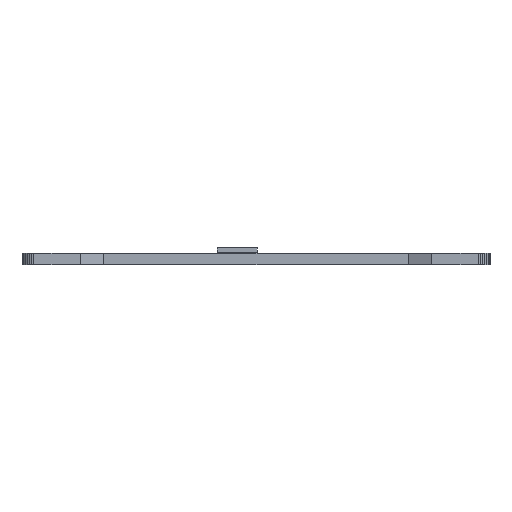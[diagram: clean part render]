
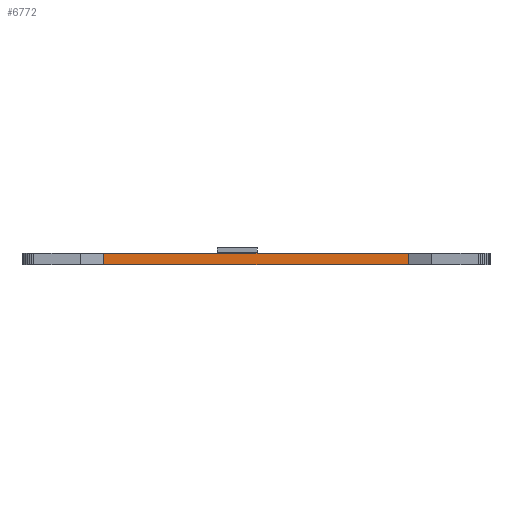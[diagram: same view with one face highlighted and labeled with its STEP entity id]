
A CAD part, left-side view. The second image highlights one B-rep face of the part: STEP entity #6772.
In plain terms, the highlighted planar face has unit normal (-1, 0, 0).
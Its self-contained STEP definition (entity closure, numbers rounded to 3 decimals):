
#1449 = PLANE('',#1450);
#1450 = AXIS2_PLACEMENT_3D('',#1451,#1452,#1453);
#1451 = CARTESIAN_POINT('',(20.,20.,1.));
#1452 = DIRECTION('',(-0.,-0.,-1.));
#1453 = DIRECTION('',(-1.,0.,0.));
#1503 = PLANE('',#1504);
#1504 = AXIS2_PLACEMENT_3D('',#1505,#1506,#1507);
#1505 = CARTESIAN_POINT('',(20.,20.,0.));
#1506 = DIRECTION('',(-0.,-0.,-1.));
#1507 = DIRECTION('',(-1.,0.,0.));
#2676 = VERTEX_POINT('',#2677);
#2677 = CARTESIAN_POINT('',(1.,7.,0.));
#2691 = PLANE('',#2692);
#2692 = AXIS2_PLACEMENT_3D('',#2693,#2694,#2695);
#2693 = CARTESIAN_POINT('',(0.,5.,0.));
#2694 = DIRECTION('',(-0.894,0.447,0.));
#2695 = DIRECTION('',(0.447,0.894,0.));
#2703 = EDGE_CURVE('',#2676,#2704,#2706,.T.);
#2704 = VERTEX_POINT('',#2705);
#2705 = CARTESIAN_POINT('',(1.,33.,0.));
#2706 = SURFACE_CURVE('',#2707,(#2711,#2718),.PCURVE_S1.);
#2707 = LINE('',#2708,#2709);
#2708 = CARTESIAN_POINT('',(1.,7.,0.));
#2709 = VECTOR('',#2710,1.);
#2710 = DIRECTION('',(0.,1.,0.));
#2711 = PCURVE('',#1503,#2712);
#2712 = DEFINITIONAL_REPRESENTATION('',(#2713),#2717);
#2713 = LINE('',#2714,#2715);
#2714 = CARTESIAN_POINT('',(19.,-13.));
#2715 = VECTOR('',#2716,1.);
#2716 = DIRECTION('',(0.,1.));
#2717 = ( GEOMETRIC_REPRESENTATION_CONTEXT(2) 
PARAMETRIC_REPRESENTATION_CONTEXT() REPRESENTATION_CONTEXT('2D SPACE',''
  ) );
#2718 = PCURVE('',#2719,#2724);
#2719 = PLANE('',#2720);
#2720 = AXIS2_PLACEMENT_3D('',#2721,#2722,#2723);
#2721 = CARTESIAN_POINT('',(1.,7.,0.));
#2722 = DIRECTION('',(-1.,0.,0.));
#2723 = DIRECTION('',(0.,1.,0.));
#2724 = DEFINITIONAL_REPRESENTATION('',(#2725),#2729);
#2725 = LINE('',#2726,#2727);
#2726 = CARTESIAN_POINT('',(0.,0.));
#2727 = VECTOR('',#2728,1.);
#2728 = DIRECTION('',(1.,0.));
#2729 = ( GEOMETRIC_REPRESENTATION_CONTEXT(2) 
PARAMETRIC_REPRESENTATION_CONTEXT() REPRESENTATION_CONTEXT('2D SPACE',''
  ) );
#2747 = PLANE('',#2748);
#2748 = AXIS2_PLACEMENT_3D('',#2749,#2750,#2751);
#2749 = CARTESIAN_POINT('',(1.,33.,0.));
#2750 = DIRECTION('',(-0.894,-0.447,0.));
#2751 = DIRECTION('',(-0.447,0.894,0.));
#4952 = VERTEX_POINT('',#4953);
#4953 = CARTESIAN_POINT('',(1.,7.,1.));
#4974 = EDGE_CURVE('',#4952,#4975,#4977,.T.);
#4975 = VERTEX_POINT('',#4976);
#4976 = CARTESIAN_POINT('',(1.,33.,1.));
#4977 = SURFACE_CURVE('',#4978,(#4982,#4989),.PCURVE_S1.);
#4978 = LINE('',#4979,#4980);
#4979 = CARTESIAN_POINT('',(1.,7.,1.));
#4980 = VECTOR('',#4981,1.);
#4981 = DIRECTION('',(0.,1.,0.));
#4982 = PCURVE('',#1449,#4983);
#4983 = DEFINITIONAL_REPRESENTATION('',(#4984),#4988);
#4984 = LINE('',#4985,#4986);
#4985 = CARTESIAN_POINT('',(19.,-13.));
#4986 = VECTOR('',#4987,1.);
#4987 = DIRECTION('',(0.,1.));
#4988 = ( GEOMETRIC_REPRESENTATION_CONTEXT(2) 
PARAMETRIC_REPRESENTATION_CONTEXT() REPRESENTATION_CONTEXT('2D SPACE',''
  ) );
#4989 = PCURVE('',#2719,#4990);
#4990 = DEFINITIONAL_REPRESENTATION('',(#4991),#4995);
#4991 = LINE('',#4992,#4993);
#4992 = CARTESIAN_POINT('',(0.,-1.));
#4993 = VECTOR('',#4994,1.);
#4994 = DIRECTION('',(1.,0.));
#4995 = ( GEOMETRIC_REPRESENTATION_CONTEXT(2) 
PARAMETRIC_REPRESENTATION_CONTEXT() REPRESENTATION_CONTEXT('2D SPACE',''
  ) );
#6722 = EDGE_CURVE('',#2704,#4975,#6723,.T.);
#6723 = SURFACE_CURVE('',#6724,(#6728,#6735),.PCURVE_S1.);
#6724 = LINE('',#6725,#6726);
#6725 = CARTESIAN_POINT('',(1.,33.,0.));
#6726 = VECTOR('',#6727,1.);
#6727 = DIRECTION('',(0.,0.,1.));
#6728 = PCURVE('',#2747,#6729);
#6729 = DEFINITIONAL_REPRESENTATION('',(#6730),#6734);
#6730 = LINE('',#6731,#6732);
#6731 = CARTESIAN_POINT('',(0.,0.));
#6732 = VECTOR('',#6733,1.);
#6733 = DIRECTION('',(0.,-1.));
#6734 = ( GEOMETRIC_REPRESENTATION_CONTEXT(2) 
PARAMETRIC_REPRESENTATION_CONTEXT() REPRESENTATION_CONTEXT('2D SPACE',''
  ) );
#6735 = PCURVE('',#2719,#6736);
#6736 = DEFINITIONAL_REPRESENTATION('',(#6737),#6741);
#6737 = LINE('',#6738,#6739);
#6738 = CARTESIAN_POINT('',(26.,0.));
#6739 = VECTOR('',#6740,1.);
#6740 = DIRECTION('',(0.,-1.));
#6741 = ( GEOMETRIC_REPRESENTATION_CONTEXT(2) 
PARAMETRIC_REPRESENTATION_CONTEXT() REPRESENTATION_CONTEXT('2D SPACE',''
  ) );
#6772 = ADVANCED_FACE('',(#6773),#2719,.T.);
#6773 = FACE_BOUND('',#6774,.T.);
#6774 = EDGE_LOOP('',(#6775,#6796,#6797,#6798));
#6775 = ORIENTED_EDGE('',*,*,#6776,.T.);
#6776 = EDGE_CURVE('',#2676,#4952,#6777,.T.);
#6777 = SURFACE_CURVE('',#6778,(#6782,#6789),.PCURVE_S1.);
#6778 = LINE('',#6779,#6780);
#6779 = CARTESIAN_POINT('',(1.,7.,0.));
#6780 = VECTOR('',#6781,1.);
#6781 = DIRECTION('',(0.,0.,1.));
#6782 = PCURVE('',#2719,#6783);
#6783 = DEFINITIONAL_REPRESENTATION('',(#6784),#6788);
#6784 = LINE('',#6785,#6786);
#6785 = CARTESIAN_POINT('',(0.,0.));
#6786 = VECTOR('',#6787,1.);
#6787 = DIRECTION('',(0.,-1.));
#6788 = ( GEOMETRIC_REPRESENTATION_CONTEXT(2) 
PARAMETRIC_REPRESENTATION_CONTEXT() REPRESENTATION_CONTEXT('2D SPACE',''
  ) );
#6789 = PCURVE('',#2691,#6790);
#6790 = DEFINITIONAL_REPRESENTATION('',(#6791),#6795);
#6791 = LINE('',#6792,#6793);
#6792 = CARTESIAN_POINT('',(2.236,0.));
#6793 = VECTOR('',#6794,1.);
#6794 = DIRECTION('',(0.,-1.));
#6795 = ( GEOMETRIC_REPRESENTATION_CONTEXT(2) 
PARAMETRIC_REPRESENTATION_CONTEXT() REPRESENTATION_CONTEXT('2D SPACE',''
  ) );
#6796 = ORIENTED_EDGE('',*,*,#4974,.T.);
#6797 = ORIENTED_EDGE('',*,*,#6722,.F.);
#6798 = ORIENTED_EDGE('',*,*,#2703,.F.);
